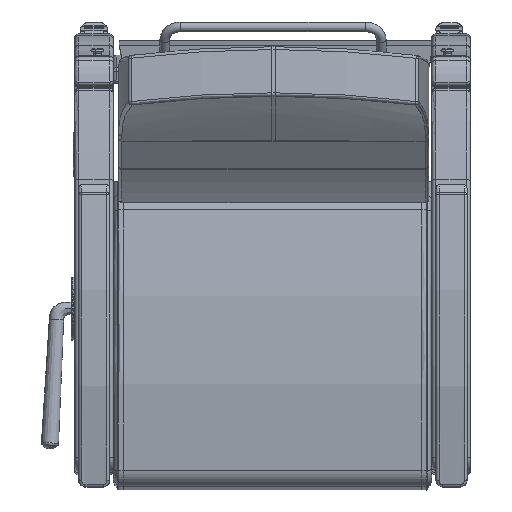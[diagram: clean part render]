
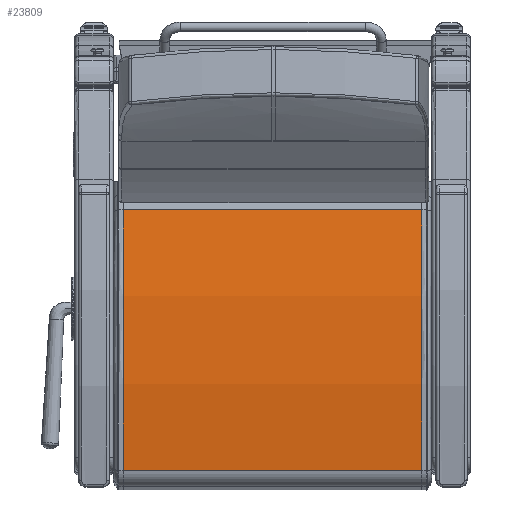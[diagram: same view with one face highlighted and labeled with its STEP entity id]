
A CAD part, front view. The second image highlights one B-rep face of the part: STEP entity #23809.
In plain terms, the highlighted free-form (B-spline) face has degree [1, 2] with [2, 3] control points.
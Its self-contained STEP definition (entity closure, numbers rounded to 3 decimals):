
#1018=(
BOUNDED_SURFACE()
B_SPLINE_SURFACE(1,2,((#49322,#49323,#49324),(#49325,#49326,#49327)),
 .UNSPECIFIED.,.F.,.F.,.F.)
B_SPLINE_SURFACE_WITH_KNOTS((2,2),(3,3),(-0.193,0.193),
(1.362,1.699),.UNSPECIFIED.)
GEOMETRIC_REPRESENTATION_ITEM()
RATIONAL_B_SPLINE_SURFACE(((1.,0.986,1.),(1.,0.986,
1.)))
REPRESENTATION_ITEM('')
SURFACE()
);
#1760=ELLIPSE('',#25738,60.054,60.);
#1772=ELLIPSE('',#25780,60.054,60.);
#2779=LINE('',#49321,#4418);
#2780=LINE('',#49328,#4419);
#4418=VECTOR('',#29298,0.394);
#4419=VECTOR('',#29299,0.394);
#6087=FACE_OUTER_BOUND('',#7524,.T.);
#7524=EDGE_LOOP('',(#17792,#17793,#17794,#17795));
#10894=VERTEX_POINT('',#48494);
#10895=VERTEX_POINT('',#48517);
#10935=VERTEX_POINT('',#48734);
#10936=VERTEX_POINT('',#48757);
#13523=EDGE_CURVE('',#10895,#10894,#1760,.T.);
#13582=EDGE_CURVE('',#10936,#10935,#1772,.T.);
#13662=EDGE_CURVE('',#10894,#10936,#2779,.T.);
#13663=EDGE_CURVE('',#10895,#10935,#2780,.T.);
#17792=ORIENTED_EDGE('',*,*,#13523,.F.);
#17793=ORIENTED_EDGE('',*,*,#13663,.T.);
#17794=ORIENTED_EDGE('',*,*,#13582,.F.);
#17795=ORIENTED_EDGE('',*,*,#13662,.F.);
#23809=ADVANCED_FACE('',(#6087),#1018,.F.);
#25738=AXIS2_PLACEMENT_3D('',#48519,#29051,#29052);
#25780=AXIS2_PLACEMENT_3D('',#48759,#29160,#29161);
#29051=DIRECTION('center_axis',(0.,0.,-1.));
#29052=DIRECTION('ref_axis',(1.,0.,0.));
#29160=DIRECTION('center_axis',(0.,0.,1.));
#29161=DIRECTION('ref_axis',(1.,0.,0.));
#29298=DIRECTION('',(0.,0.,1.));
#29299=DIRECTION('',(0.,0.,1.));
#48494=CARTESIAN_POINT('',(10.111,0.445,-11.563));
#48517=CARTESIAN_POINT('',(-10.045,1.256,-11.563));
#48519=CARTESIAN_POINT('Origin',(-2.35,-58.249,-11.563));
#48734=CARTESIAN_POINT('',(-10.045,1.256,11.563));
#48757=CARTESIAN_POINT('',(10.111,0.445,11.563));
#48759=CARTESIAN_POINT('Origin',(-2.35,-58.249,11.563));
#49321=CARTESIAN_POINT('',(10.111,0.445,0.));
#49322=CARTESIAN_POINT('Ctrl Pts',(10.111,0.445,-11.563));
#49323=CARTESIAN_POINT('Ctrl Pts',(0.103,2.566,-11.563));
#49324=CARTESIAN_POINT('Ctrl Pts',(-10.045,1.256,-11.563));
#49325=CARTESIAN_POINT('Ctrl Pts',(10.111,0.445,11.563));
#49326=CARTESIAN_POINT('Ctrl Pts',(0.103,2.566,11.563));
#49327=CARTESIAN_POINT('Ctrl Pts',(-10.045,1.256,11.563));
#49328=CARTESIAN_POINT('',(-10.045,1.256,0.));
